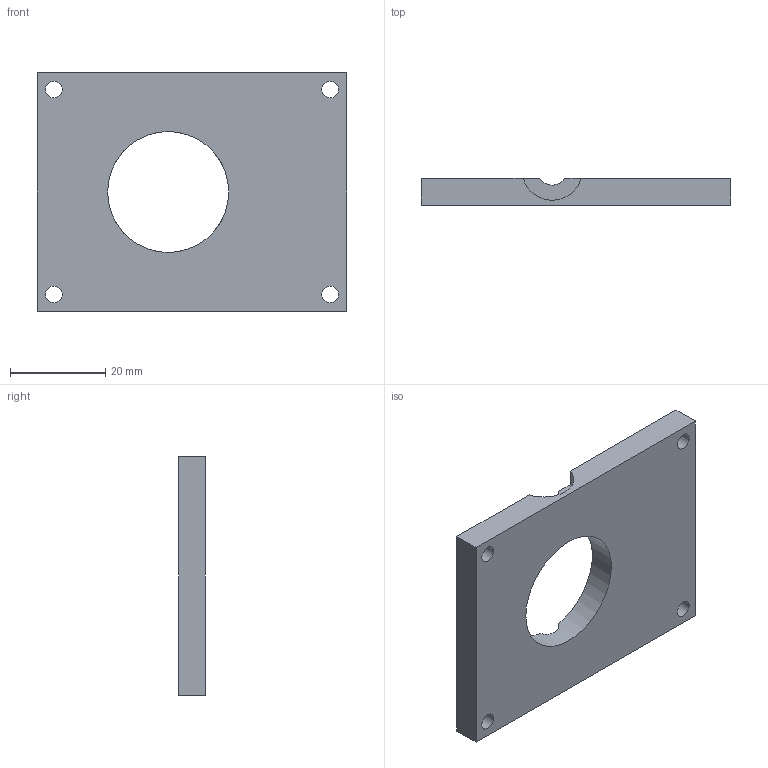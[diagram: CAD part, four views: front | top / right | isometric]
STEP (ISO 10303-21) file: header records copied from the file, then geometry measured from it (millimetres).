
FILE_DESCRIPTION(/* description */ (''),/* implementation_level */ '2;1');
FILE_NAME(/* name */ 'CuvetteHolderFace.stp',/* time_stamp */ '2022-02-11T09:06:34-07:00',/* author */ ('wilso'),/* organization */ (''),/* preprocessor_version */ 'ST-DEVELOPER v18.1',/* originating_system */ 'Autodesk Inventor 2022',/* authorisation */ '');
FILE_SCHEMA (('AUTOMOTIVE_DESIGN { 1 0 10303 214 3 1 1 }'));
Length unit declared in the file: millimetre
Products named in the file (1): CuvetteHolderFace
Bounding box: 65 x 5.65 x 50 mm (x, y, z)
Volume: 14898.2 mm3; surface area: 7433.9 mm2
Topology: 1 solids, 1 shells, 18 faces, 51 edges, 34 vertices
Faces by surface type: cylinder 9, plane 9
Full cylindrical faces by diameter (mm): 3.5 x4, 25.4 x1
Entity records: 676 total; most frequent: CARTESIAN_POINT 130, DIRECTION 105, ORIENTED_EDGE 102, EDGE_CURVE 51, AXIS2_PLACEMENT_3D 37, VERTEX_POINT 34, LINE 31, VECTOR 31
